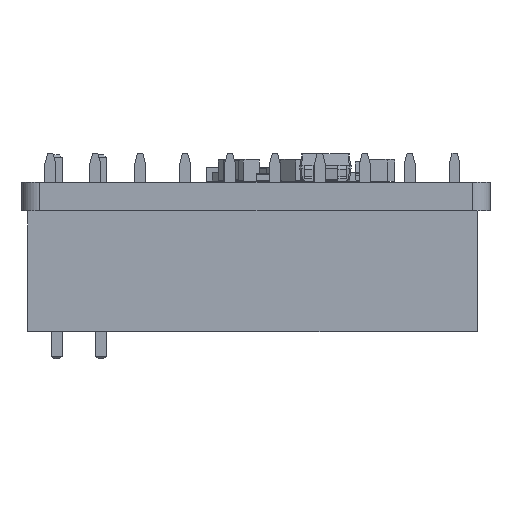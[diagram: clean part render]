
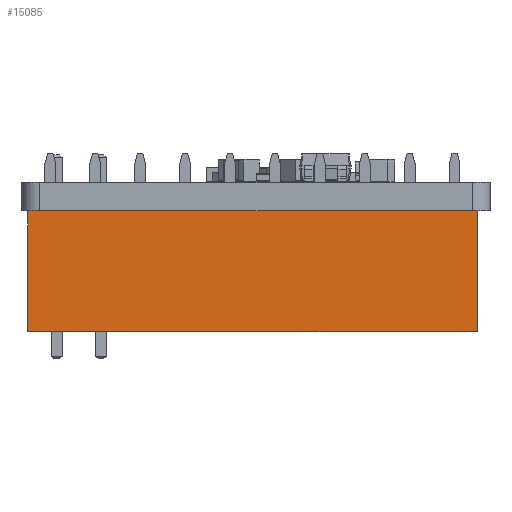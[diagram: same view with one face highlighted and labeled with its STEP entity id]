
A CAD part, left-side view. The second image highlights one B-rep face of the part: STEP entity #15085.
In plain terms, the highlighted planar face has unit normal (-1, 0, 0).
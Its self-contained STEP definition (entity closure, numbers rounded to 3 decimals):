
#12862 = VERTEX_POINT('',#12863);
#12863 = CARTESIAN_POINT('',(-3.81,-24.13,0.));
#12871 = EDGE_CURVE('',#12862,#12872,#12874,.T.);
#12872 = VERTEX_POINT('',#12873);
#12873 = CARTESIAN_POINT('',(-3.81,-24.13,7.));
#12874 = LINE('',#12875,#12876);
#12875 = CARTESIAN_POINT('',(-3.81,-24.13,0.));
#12876 = VECTOR('',#12877,1.);
#12877 = DIRECTION('',(0.,0.,1.));
#12934 = VERTEX_POINT('',#12935);
#12935 = CARTESIAN_POINT('',(-3.81,1.27,7.));
#12941 = EDGE_CURVE('',#12942,#12934,#12944,.T.);
#12942 = VERTEX_POINT('',#12943);
#12943 = CARTESIAN_POINT('',(-3.81,1.27,0.));
#12944 = LINE('',#12945,#12946);
#12945 = CARTESIAN_POINT('',(-3.81,1.27,0.));
#12946 = VECTOR('',#12947,1.);
#12947 = DIRECTION('',(0.,0.,1.));
#13006 = EDGE_CURVE('',#12934,#12872,#13007,.T.);
#13007 = LINE('',#13008,#13009);
#13008 = CARTESIAN_POINT('',(-3.81,1.27,7.));
#13009 = VECTOR('',#13010,1.);
#13010 = DIRECTION('',(0.,-1.,0.));
#13708 = EDGE_CURVE('',#12942,#12862,#13709,.T.);
#13709 = LINE('',#13710,#13711);
#13710 = CARTESIAN_POINT('',(-3.81,1.27,0.));
#13711 = VECTOR('',#13712,1.);
#13712 = DIRECTION('',(0.,-1.,0.));
#15085 = ADVANCED_FACE('',(#15086),#15092,.F.);
#15086 = FACE_BOUND('',#15087,.F.);
#15087 = EDGE_LOOP('',(#15088,#15089,#15090,#15091));
#15088 = ORIENTED_EDGE('',*,*,#12941,.T.);
#15089 = ORIENTED_EDGE('',*,*,#13006,.T.);
#15090 = ORIENTED_EDGE('',*,*,#12871,.F.);
#15091 = ORIENTED_EDGE('',*,*,#13708,.F.);
#15092 = PLANE('',#15093);
#15093 = AXIS2_PLACEMENT_3D('',#15094,#15095,#15096);
#15094 = CARTESIAN_POINT('',(-3.81,1.27,0.));
#15095 = DIRECTION('',(1.,0.,0.));
#15096 = DIRECTION('',(0.,-1.,0.));
